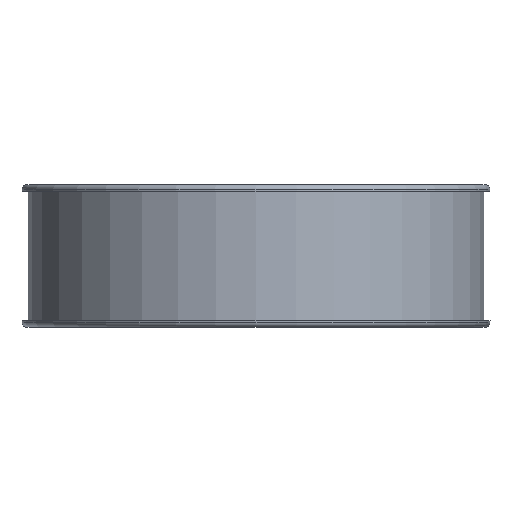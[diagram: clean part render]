
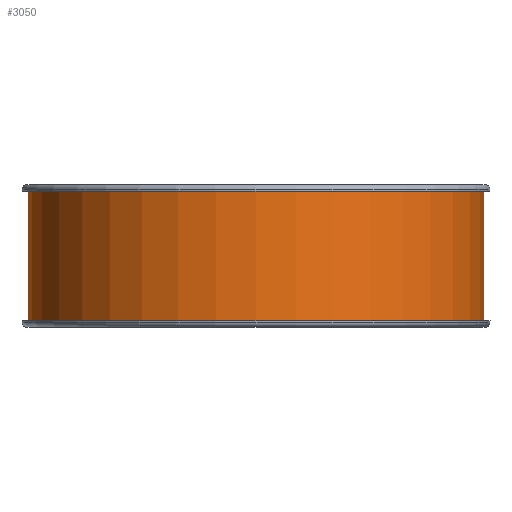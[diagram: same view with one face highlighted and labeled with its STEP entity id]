
A CAD part, front view. The second image highlights one B-rep face of the part: STEP entity #3050.
In plain terms, the highlighted cylindrical face has radius 45.72 mm (diameter 91.44 mm), a partial arc.
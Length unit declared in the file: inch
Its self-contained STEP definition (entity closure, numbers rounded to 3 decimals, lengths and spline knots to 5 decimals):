
#202 = VERTEX_POINT ( 'NONE', #3279 ) ;
#494 = DIRECTION ( 'NONE',  ( -1., 0., 0. ) ) ;
#550 = VERTEX_POINT ( 'NONE', #2508 ) ;
#552 = DIRECTION ( 'NONE',  ( 0., 0., -1. ) ) ;
#573 = CIRCLE ( 'NONE', #1973, 1.8 ) ;
#781 = CARTESIAN_POINT ( 'NONE',  ( -1.8, 0., 1.2 ) ) ;
#803 = EDGE_CURVE ( 'NONE', #202, #2731, #1040, .T. ) ;
#1034 = AXIS2_PLACEMENT_3D ( 'NONE', #4698, #1868, #1548 ) ;
#1040 = CIRCLE ( 'NONE', #1034, 1.8 ) ;
#1196 = VERTEX_POINT ( 'NONE', #4334 ) ;
#1333 = CARTESIAN_POINT ( 'NONE',  ( 1.8, 0., 0.75 ) ) ;
#1548 = DIRECTION ( 'NONE',  ( -1., 0., 0. ) ) ;
#1660 = CARTESIAN_POINT ( 'NONE',  ( 0., 0., 0.75 ) ) ;
#1868 = DIRECTION ( 'NONE',  ( 0., 0., -1. ) ) ;
#1965 = ORIENTED_EDGE ( 'NONE', *, *, #803, .T. ) ;
#1973 = AXIS2_PLACEMENT_3D ( 'NONE', #2417, #552, #494 ) ;
#2354 = AXIS2_PLACEMENT_3D ( 'NONE', #1660, #2957, #4818 ) ;
#2389 = EDGE_CURVE ( 'NONE', #1196, #550, #573, .T. ) ;
#2417 = CARTESIAN_POINT ( 'NONE',  ( 0., 0., 0.175 ) ) ;
#2508 = CARTESIAN_POINT ( 'NONE',  ( -1.8, 0., 0.175 ) ) ;
#2731 = VERTEX_POINT ( 'NONE', #781 ) ;
#2823 = ORIENTED_EDGE ( 'NONE', *, *, #2389, .F. ) ;
#2886 = EDGE_CURVE ( 'NONE', #202, #1196, #4851, .T. ) ;
#2897 = DIRECTION ( 'NONE',  ( 0., 0., -1. ) ) ;
#2915 = EDGE_CURVE ( 'NONE', #2731, #550, #4754, .T. ) ;
#2922 = DIRECTION ( 'NONE',  ( 0., 0., -1. ) ) ;
#2957 = DIRECTION ( 'NONE',  ( 0., 0., -1. ) ) ;
#3050 = ADVANCED_FACE ( 'NONE', ( #4631 ), #4604, .T. ) ;
#3239 = CARTESIAN_POINT ( 'NONE',  ( -1.8, 0., 0.75 ) ) ;
#3279 = CARTESIAN_POINT ( 'NONE',  ( 1.8, 0., 1.2 ) ) ;
#4334 = CARTESIAN_POINT ( 'NONE',  ( 1.8, 0., 0.175 ) ) ;
#4382 = ORIENTED_EDGE ( 'NONE', *, *, #2915, .T. ) ;
#4604 = CYLINDRICAL_SURFACE ( 'NONE', #2354, 1.8 ) ;
#4631 = FACE_OUTER_BOUND ( 'NONE', #4722, .T. ) ;
#4698 = CARTESIAN_POINT ( 'NONE',  ( 0., 0., 1.2 ) ) ;
#4722 = EDGE_LOOP ( 'NONE', ( #4772, #1965, #4382, #2823 ) ) ;
#4726 = VECTOR ( 'NONE', #2922, 39.37008 ) ;
#4754 = LINE ( 'NONE', #3239, #4726 ) ;
#4772 = ORIENTED_EDGE ( 'NONE', *, *, #2886, .F. ) ;
#4783 = VECTOR ( 'NONE', #2897, 39.37008 ) ;
#4818 = DIRECTION ( 'NONE',  ( -1., 0., 0. ) ) ;
#4851 = LINE ( 'NONE', #1333, #4783 ) ;
